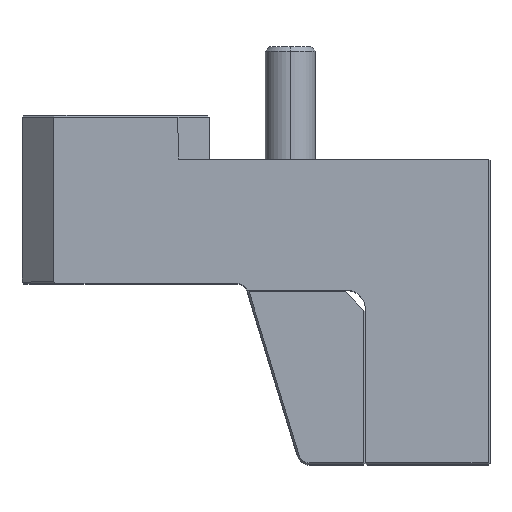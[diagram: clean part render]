
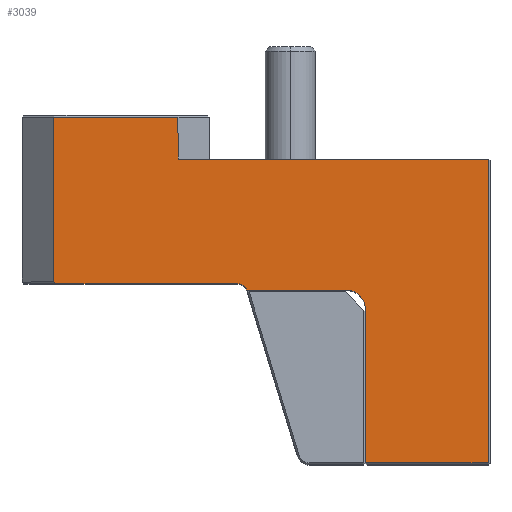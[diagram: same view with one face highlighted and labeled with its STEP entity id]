
A CAD part, top view. The second image highlights one B-rep face of the part: STEP entity #3039.
In plain terms, the highlighted planar face has unit normal (0, 0, 1).
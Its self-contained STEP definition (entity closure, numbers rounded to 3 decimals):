
#191 = VECTOR ( 'NONE', #885, 1000. ) ;
#194 = VECTOR ( 'NONE', #829, 1000. ) ;
#213 = AXIS2_PLACEMENT_3D ( 'NONE', #835, #864, #826 ) ;
#226 = VECTOR ( 'NONE', #883, 1000. ) ;
#233 = VECTOR ( 'NONE', #714, 1000. ) ;
#234 = VECTOR ( 'NONE', #682, 1000. ) ;
#243 = VECTOR ( 'NONE', #637, 1000. ) ;
#244 = AXIS2_PLACEMENT_3D ( 'NONE', #627, #621, #592 ) ;
#246 = VECTOR ( 'NONE', #646, 1000. ) ;
#262 = CIRCLE ( 'NONE', #244, 3. ) ;
#482 = DIRECTION ( 'NONE',  ( 0., 1., 0. ) ) ;
#532 = LINE ( 'NONE', #533, #1704 ) ;
#533 = CARTESIAN_POINT ( 'NONE',  ( 44.7, -1.5, 20. ) ) ;
#545 = DIRECTION ( 'NONE',  ( -1., 0., 0. ) ) ;
#562 = CARTESIAN_POINT ( 'NONE',  ( 4.586, 26.7, 20. ) ) ;
#566 = LINE ( 'NONE', #562, #1715 ) ;
#592 = DIRECTION ( 'NONE',  ( -1., 0., 0. ) ) ;
#621 = DIRECTION ( 'NONE',  ( 0., 0., -1. ) ) ;
#627 = CARTESIAN_POINT ( 'NONE',  ( 22., -4., 20. ) ) ;
#635 = LINE ( 'NONE', #653, #243 ) ;
#637 = DIRECTION ( 'NONE',  ( 0.816, -0.577, 0. ) ) ;
#646 = DIRECTION ( 'NONE',  ( 0., 1., 0. ) ) ;
#650 = LINE ( 'NONE', #664, #246 ) ;
#653 = CARTESIAN_POINT ( 'NONE',  ( -26.384, 1.279, 20. ) ) ;
#664 = CARTESIAN_POINT ( 'NONE',  ( -5., -1.5, 20. ) ) ;
#682 = DIRECTION ( 'NONE',  ( 0., -1., 0. ) ) ;
#694 = CARTESIAN_POINT ( 'NONE',  ( 4.586, -28.7, 20. ) ) ;
#709 = CARTESIAN_POINT ( 'NONE',  ( -25., -1.5, 20. ) ) ;
#714 = DIRECTION ( 'NONE',  ( 1., 0., 0. ) ) ;
#718 = LINE ( 'NONE', #709, #234 ) ;
#730 = LINE ( 'NONE', #694, #233 ) ;
#826 = DIRECTION ( 'NONE',  ( -1., 0., 0. ) ) ;
#828 = LINE ( 'NONE', #846, #194 ) ;
#829 = DIRECTION ( 'NONE',  ( -1., 0., 0. ) ) ;
#835 = CARTESIAN_POINT ( 'NONE',  ( 4.586, -1.5, 20. ) ) ;
#841 = FACE_OUTER_BOUND ( 'NONE', #1235, .T. ) ;
#846 = CARTESIAN_POINT ( 'NONE',  ( 45., 20., 20. ) ) ;
#864 = DIRECTION ( 'NONE',  ( 0., 0., -1. ) ) ;
#869 = PLANE ( 'NONE',  #213 ) ;
#874 = LINE ( 'NONE', #877, #226 ) ;
#877 = CARTESIAN_POINT ( 'NONE',  ( 25., -1., 20. ) ) ;
#883 = DIRECTION ( 'NONE',  ( 0., -1., 0. ) ) ;
#885 = DIRECTION ( 'NONE',  ( 1., 0., 0. ) ) ;
#897 = CARTESIAN_POINT ( 'NONE',  ( -30., 0., 20. ) ) ;
#900 = LINE ( 'NONE', #897, #191 ) ;
#923 = CARTESIAN_POINT ( 'NONE',  ( 6., -1., 20. ) ) ;
#924 = CARTESIAN_POINT ( 'NONE',  ( -24.576, 0., 20. ) ) ;
#932 = CARTESIAN_POINT ( 'NONE',  ( 4.586, 0., 20. ) ) ;
#939 = CARTESIAN_POINT ( 'NONE',  ( 25., -28.7, 20. ) ) ;
#941 = CARTESIAN_POINT ( 'NONE',  ( 22., -1., 20. ) ) ;
#975 = CARTESIAN_POINT ( 'NONE',  ( -5., 20., 20. ) ) ;
#992 = CARTESIAN_POINT ( 'NONE',  ( 44.7, 20., 20. ) ) ;
#1000 = CARTESIAN_POINT ( 'NONE',  ( -25., 26.7, 20. ) ) ;
#1013 = CARTESIAN_POINT ( 'NONE',  ( 25., -4., 20. ) ) ;
#1029 = CARTESIAN_POINT ( 'NONE',  ( 44.7, -28.7, 20. ) ) ;
#1057 = CARTESIAN_POINT ( 'NONE',  ( -5., 26.7, 20. ) ) ;
#1069 = CARTESIAN_POINT ( 'NONE',  ( -25., 0.3, 20. ) ) ;
#1235 = EDGE_LOOP ( 'NONE', ( #3701, #3717, #3724, #3784, #3723, #3707, #3714, #3720, #3787, #3699, #3732, #3718 ) ) ;
#1355 = VERTEX_POINT ( 'NONE', #923 ) ;
#1370 = VERTEX_POINT ( 'NONE', #924 ) ;
#1397 = VERTEX_POINT ( 'NONE', #941 ) ;
#1400 = VERTEX_POINT ( 'NONE', #932 ) ;
#1432 = VERTEX_POINT ( 'NONE', #939 ) ;
#1465 = VERTEX_POINT ( 'NONE', #1013 ) ;
#1485 = VERTEX_POINT ( 'NONE', #992 ) ;
#1501 = VERTEX_POINT ( 'NONE', #1029 ) ;
#1513 = VERTEX_POINT ( 'NONE', #975 ) ;
#1516 = VERTEX_POINT ( 'NONE', #1000 ) ;
#1520 = VERTEX_POINT ( 'NONE', #1057 ) ;
#1527 = VERTEX_POINT ( 'NONE', #1069 ) ;
#1637 = VECTOR ( 'NONE', #2942, 1000. ) ;
#1704 = VECTOR ( 'NONE', #482, 1000. ) ;
#1715 = VECTOR ( 'NONE', #545, 1000. ) ;
#2045 = CARTESIAN_POINT ( 'NONE',  ( 4.586, -1.5, 20. ) ) ;
#2056 = DIRECTION ( 'NONE',  ( 0., 0., -1. ) ) ;
#2065 = DIRECTION ( 'NONE',  ( -1., 0., 0. ) ) ;
#2929 = LINE ( 'NONE', #2935, #1637 ) ;
#2935 = CARTESIAN_POINT ( 'NONE',  ( 6., -1., 20. ) ) ;
#2942 = DIRECTION ( 'NONE',  ( 1., 0., 0. ) ) ;
#2966 = EDGE_CURVE ( 'NONE', #1501, #1485, #532, .T. ) ;
#2970 = EDGE_CURVE ( 'NONE', #1520, #1516, #566, .T. ) ;
#2990 = EDGE_CURVE ( 'NONE', #1397, #1465, #262, .T. ) ;
#2996 = EDGE_CURVE ( 'NONE', #1527, #1370, #635, .T. ) ;
#3000 = EDGE_CURVE ( 'NONE', #1513, #1520, #650, .T. ) ;
#3012 = EDGE_CURVE ( 'NONE', #1432, #1501, #730, .T. ) ;
#3014 = EDGE_CURVE ( 'NONE', #1516, #1527, #718, .T. ) ;
#3039 = ADVANCED_FACE ( 'NONE', ( #841 ), #869, .F. ) ;
#3041 = EDGE_CURVE ( 'NONE', #1485, #1513, #828, .T. ) ;
#3053 = EDGE_CURVE ( 'NONE', #1370, #1400, #900, .T. ) ;
#3055 = EDGE_CURVE ( 'NONE', #1465, #1432, #874, .T. ) ;
#3104 = EDGE_CURVE ( 'NONE', #1400, #1355, #3641, .T. ) ;
#3317 = EDGE_CURVE ( 'NONE', #1355, #1397, #2929, .T. ) ;
#3641 = CIRCLE ( 'NONE', #3642, 1.5 ) ;
#3642 = AXIS2_PLACEMENT_3D ( 'NONE', #2045, #2056, #2065 ) ;
#3699 = ORIENTED_EDGE ( 'NONE', *, *, #2996, .T. ) ;
#3701 = ORIENTED_EDGE ( 'NONE', *, *, #3317, .T. ) ;
#3707 = ORIENTED_EDGE ( 'NONE', *, *, #3041, .T. ) ;
#3714 = ORIENTED_EDGE ( 'NONE', *, *, #3000, .T. ) ;
#3717 = ORIENTED_EDGE ( 'NONE', *, *, #2990, .T. ) ;
#3718 = ORIENTED_EDGE ( 'NONE', *, *, #3104, .T. ) ;
#3720 = ORIENTED_EDGE ( 'NONE', *, *, #2970, .T. ) ;
#3723 = ORIENTED_EDGE ( 'NONE', *, *, #2966, .T. ) ;
#3724 = ORIENTED_EDGE ( 'NONE', *, *, #3055, .T. ) ;
#3732 = ORIENTED_EDGE ( 'NONE', *, *, #3053, .T. ) ;
#3784 = ORIENTED_EDGE ( 'NONE', *, *, #3012, .T. ) ;
#3787 = ORIENTED_EDGE ( 'NONE', *, *, #3014, .T. ) ;
